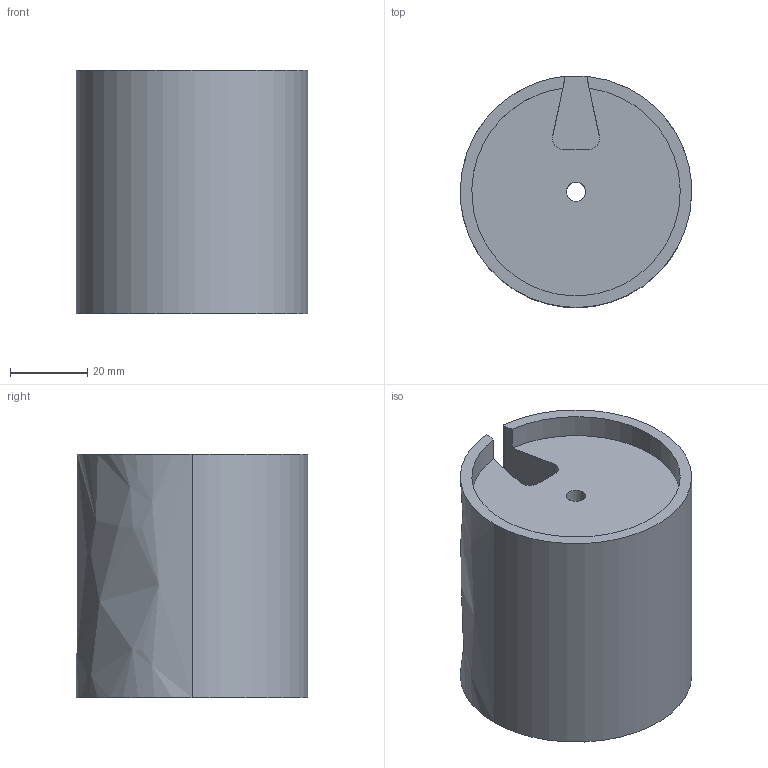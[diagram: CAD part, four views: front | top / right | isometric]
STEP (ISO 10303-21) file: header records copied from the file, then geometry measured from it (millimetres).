
FILE_DESCRIPTION(/* description */ (''),/* implementation_level */ '2;1');
FILE_NAME(/* name */ 'ROLLER',/* time_stamp */ '2020-03-18T06:19:25-04:00',/* author */ (''),/* organization */ (''),/* preprocessor_version */ 'ST-DEVELOPER v16.5',/* originating_system */ '',/* authorisation */ '');
FILE_SCHEMA (('AUTOMOTIVE_DESIGN'));
Length unit declared in the file: millimetre
Products named in the file (1): Document
Bounding box: 60 x 59.99 x 63 mm (x, y, z)
Volume: 141818 mm3; surface area: 22222 mm2
Topology: 1 solids, 1 shells, 22 faces, 57 edges, 38 vertices
Faces by surface type: bspline 14, plane 8
Entity records: 710 total; most frequent: CARTESIAN_POINT 364, ORIENTED_EDGE 114, EDGE_CURVE 57, VERTEX_POINT 38, EDGE_LOOP 25, ADVANCED_FACE 22, FACE_OUTER_BOUND 22, B_SPLINE_CURVE_WITH_KNOTS 16
